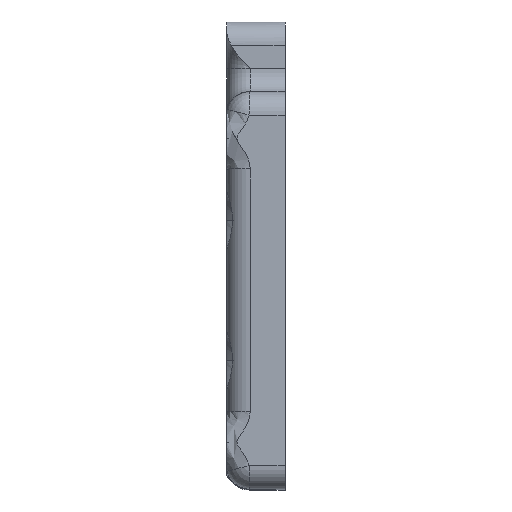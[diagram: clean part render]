
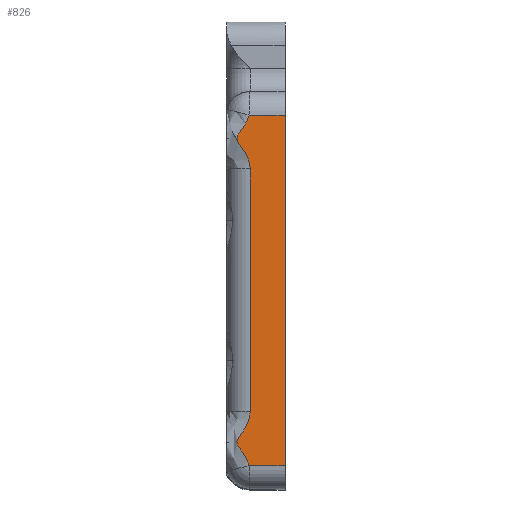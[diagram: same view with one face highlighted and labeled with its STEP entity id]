
A CAD part, top view. The second image highlights one B-rep face of the part: STEP entity #826.
In plain terms, the highlighted planar face has unit normal (0, 0, 1).
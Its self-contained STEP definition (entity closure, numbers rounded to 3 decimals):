
#247 = VERTEX_POINT ( 'NONE', #5661 ) ;
#377 = CARTESIAN_POINT ( 'NONE',  ( 1.455, -14.986, 28.4 ) ) ;
#432 = CARTESIAN_POINT ( 'NONE',  ( 1.076, -15.507, 28.4 ) ) ;
#455 = VECTOR ( 'NONE', #4223, 1000. ) ;
#487 = CARTESIAN_POINT ( 'NONE',  ( 1.863, -17.788, 28.4 ) ) ;
#603 = CARTESIAN_POINT ( 'NONE',  ( 2., 20., 28.4 ) ) ;
#688 = VERTEX_POINT ( 'NONE', #4090 ) ;
#715 = CARTESIAN_POINT ( 'NONE',  ( 0.922, 10.238, 28.4 ) ) ;
#776 = AXIS2_PLACEMENT_3D ( 'NONE', #8392, #5487, #7789 ) ;
#822 = CARTESIAN_POINT ( 'NONE',  ( 0.902, 9.809, 28.4 ) ) ;
#826 = ADVANCED_FACE ( 'NONE', ( #5336 ), #2413, .F. ) ;
#922 = CARTESIAN_POINT ( 'NONE',  ( 1.854, 8.238, 28.4 ) ) ;
#1005 = EDGE_CURVE ( 'NONE', #2768, #9880, #5812, .T. ) ;
#1095 = LINE ( 'NONE', #1144, #455 ) ;
#1144 = CARTESIAN_POINT ( 'NONE',  ( 5., 20., 28.4 ) ) ;
#1329 = CARTESIAN_POINT ( 'NONE',  ( 1.076, -16.493, 28.4 ) ) ;
#1335 = EDGE_LOOP ( 'NONE', ( #9894, #9243, #1355, #3189, #5128, #3247 ) ) ;
#1355 = ORIENTED_EDGE ( 'NONE', *, *, #9515, .T. ) ;
#1374 = B_SPLINE_CURVE_WITH_KNOTS ( 'NONE', 3,
 ( #4514, #4161, #7232, #1577, #6266, #7074, #1523, #6158, #6209, #715, #7722, #9266, #822, #2391, #5469, #3046, #3249, #9321, #2446, #4760, #922, #1473, #4564, #3484 ),
 .UNSPECIFIED., .F., .F.,
 ( 4, 2, 2, 2, 2, 2, 2, 2, 2, 2, 2, 4 ),
 ( 0., 0.001, 0.001, 0.002, 0.002, 0.002, 0.003, 0.003, 0.003, 0.004, 0.005, 0.005 ),
 .UNSPECIFIED. ) ;
#1447 = EDGE_CURVE ( 'NONE', #9562, #9880, #1095, .T. ) ;
#1473 = CARTESIAN_POINT ( 'NONE',  ( 1.968, 7.821, 28.4 ) ) ;
#1523 = CARTESIAN_POINT ( 'NONE',  ( 1.215, 10.685, 28.4 ) ) ;
#1577 = CARTESIAN_POINT ( 'NONE',  ( 1.586, 11.212, 28.4 ) ) ;
#1744 = EDGE_CURVE ( 'NONE', #9562, #247, #2022, .T. ) ;
#1976 = DIRECTION ( 'NONE',  ( 1., 0., 0. ) ) ;
#1982 = CARTESIAN_POINT ( 'NONE',  ( 1.919, -18., 28.4 ) ) ;
#2022 = LINE ( 'NONE', #5107, #9114 ) ;
#2093 = CARTESIAN_POINT ( 'NONE',  ( 2., -13.385, 28.4 ) ) ;
#2391 = CARTESIAN_POINT ( 'NONE',  ( 1., 9.617, 28.4 ) ) ;
#2413 = PLANE ( 'NONE',  #776 ) ;
#2446 = CARTESIAN_POINT ( 'NONE',  ( 1.564, 8.823, 28.4 ) ) ;
#2700 = CARTESIAN_POINT ( 'NONE',  ( 1.459, -17.019, 28.4 ) ) ;
#2768 = VERTEX_POINT ( 'NONE', #1982 ) ;
#2803 = CARTESIAN_POINT ( 'NONE',  ( 1.014, -15.595, 28.4 ) ) ;
#3046 = CARTESIAN_POINT ( 'NONE',  ( 1.188, 9.352, 28.4 ) ) ;
#3189 = ORIENTED_EDGE ( 'NONE', *, *, #7728, .T. ) ;
#3247 = ORIENTED_EDGE ( 'NONE', *, *, #1447, .F. ) ;
#3249 = CARTESIAN_POINT ( 'NONE',  ( 1.253, 9.265, 28.4 ) ) ;
#3449 = CARTESIAN_POINT ( 'NONE',  ( 5., -18., 28.4 ) ) ;
#3453 = CARTESIAN_POINT ( 'NONE',  ( 1.202, -15.333, 28.4 ) ) ;
#3481 = CARTESIAN_POINT ( 'NONE',  ( 5., 12., 28.4 ) ) ;
#3484 = CARTESIAN_POINT ( 'NONE',  ( 2., 7.385, 28.4 ) ) ;
#3540 = DIRECTION ( 'NONE',  ( 0., -1., 0. ) ) ;
#3563 = CARTESIAN_POINT ( 'NONE',  ( 1.875, -14.238, 28.4 ) ) ;
#3585 = LINE ( 'NONE', #603, #6063 ) ;
#4090 = CARTESIAN_POINT ( 'NONE',  ( 2., -13.385, 28.4 ) ) ;
#4161 = CARTESIAN_POINT ( 'NONE',  ( 1.864, 11.792, 28.4 ) ) ;
#4223 = DIRECTION ( 'NONE',  ( 0., -1., 0. ) ) ;
#4417 = CARTESIAN_POINT ( 'NONE',  ( 1.203, -16.668, 28.4 ) ) ;
#4514 = CARTESIAN_POINT ( 'NONE',  ( 1.919, 12., 28.4 ) ) ;
#4564 = CARTESIAN_POINT ( 'NONE',  ( 2., 7.604, 28.4 ) ) ;
#4760 = CARTESIAN_POINT ( 'NONE',  ( 1.769, 8.441, 28.4 ) ) ;
#5107 = CARTESIAN_POINT ( 'NONE',  ( 5., 12., 28.4 ) ) ;
#5128 = ORIENTED_EDGE ( 'NONE', *, *, #1005, .T. ) ;
#5170 = CARTESIAN_POINT ( 'NONE',  ( 0.911, -16.214, 28.4 ) ) ;
#5336 = FACE_OUTER_BOUND ( 'NONE', #1335, .T. ) ;
#5469 = CARTESIAN_POINT ( 'NONE',  ( 1.061, 9.528, 28.4 ) ) ;
#5487 = DIRECTION ( 'NONE',  ( 0., 0., -1. ) ) ;
#5661 = CARTESIAN_POINT ( 'NONE',  ( 1.919, 12., 28.4 ) ) ;
#5812 = LINE ( 'NONE', #8864, #7054 ) ;
#6063 = VECTOR ( 'NONE', #3540, 1000. ) ;
#6158 = CARTESIAN_POINT ( 'NONE',  ( 1.089, 10.511, 28.4 ) ) ;
#6209 = CARTESIAN_POINT ( 'NONE',  ( 1.027, 10.424, 28.4 ) ) ;
#6217 = VERTEX_POINT ( 'NONE', #7735 ) ;
#6266 = CARTESIAN_POINT ( 'NONE',  ( 1.468, 11.032, 28.4 ) ) ;
#6520 = CARTESIAN_POINT ( 'NONE',  ( 0.872, -15.889, 28.4 ) ) ;
#6577 = CARTESIAN_POINT ( 'NONE',  ( 1.78, -17.584, 28.4 ) ) ;
#7054 = VECTOR ( 'NONE', #1976, 1000. ) ;
#7074 = CARTESIAN_POINT ( 'NONE',  ( 1.28, 10.771, 28.4 ) ) ;
#7232 = CARTESIAN_POINT ( 'NONE',  ( 1.783, 11.591, 28.4 ) ) ;
#7284 = CARTESIAN_POINT ( 'NONE',  ( 2., -13.817, 28.4 ) ) ;
#7384 = CARTESIAN_POINT ( 'NONE',  ( 1.575, -14.806, 28.4 ) ) ;
#7476 = CARTESIAN_POINT ( 'NONE',  ( 1.578, -17.199, 28.4 ) ) ;
#7722 = CARTESIAN_POINT ( 'NONE',  ( 0.878, 10.135, 28.4 ) ) ;
#7728 = EDGE_CURVE ( 'NONE', #688, #2768, #8841, .T. ) ;
#7735 = CARTESIAN_POINT ( 'NONE',  ( 2., 7.385, 28.4 ) ) ;
#7789 = DIRECTION ( 'NONE',  ( 0., 1., 0. ) ) ;
#8012 = EDGE_CURVE ( 'NONE', #247, #6217, #1374, .T. ) ;
#8163 = DIRECTION ( 'NONE',  ( -1., 0., 0. ) ) ;
#8392 = CARTESIAN_POINT ( 'NONE',  ( 5., 20., 28.4 ) ) ;
#8773 = CARTESIAN_POINT ( 'NONE',  ( 1.267, -15.247, 28.4 ) ) ;
#8841 = B_SPLINE_CURVE_WITH_KNOTS ( 'NONE', 3,
 ( #2093, #7284, #3563, #7384, #377, #8773, #3453, #432, #2803, #9737, #6520, #8982, #5170, #9573, #1329, #4417, #8926, #2700, #7476, #6577, #487, #9633 ),
 .UNSPECIFIED., .F., .F.,
 ( 4, 2, 2, 2, 2, 2, 2, 2, 2, 2, 4 ),
 ( 0., 0.001, 0.002, 0.002, 0.003, 0.003, 0.003, 0.004, 0.004, 0.005, 0.005 ),
 .UNSPECIFIED. ) ;
#8864 = CARTESIAN_POINT ( 'NONE',  ( 5., -18., 28.4 ) ) ;
#8926 = CARTESIAN_POINT ( 'NONE',  ( 1.268, -16.755, 28.4 ) ) ;
#8982 = CARTESIAN_POINT ( 'NONE',  ( 0.871, -16.108, 28.4 ) ) ;
#9114 = VECTOR ( 'NONE', #8163, 1000. ) ;
#9243 = ORIENTED_EDGE ( 'NONE', *, *, #8012, .T. ) ;
#9266 = CARTESIAN_POINT ( 'NONE',  ( 0.867, 9.917, 28.4 ) ) ;
#9321 = CARTESIAN_POINT ( 'NONE',  ( 1.444, 9.003, 28.4 ) ) ;
#9515 = EDGE_CURVE ( 'NONE', #6217, #688, #3585, .T. ) ;
#9562 = VERTEX_POINT ( 'NONE', #3481 ) ;
#9573 = CARTESIAN_POINT ( 'NONE',  ( 1.013, -16.404, 28.4 ) ) ;
#9633 = CARTESIAN_POINT ( 'NONE',  ( 1.919, -18., 28.4 ) ) ;
#9737 = CARTESIAN_POINT ( 'NONE',  ( 0.912, -15.784, 28.4 ) ) ;
#9880 = VERTEX_POINT ( 'NONE', #3449 ) ;
#9894 = ORIENTED_EDGE ( 'NONE', *, *, #1744, .T. ) ;
